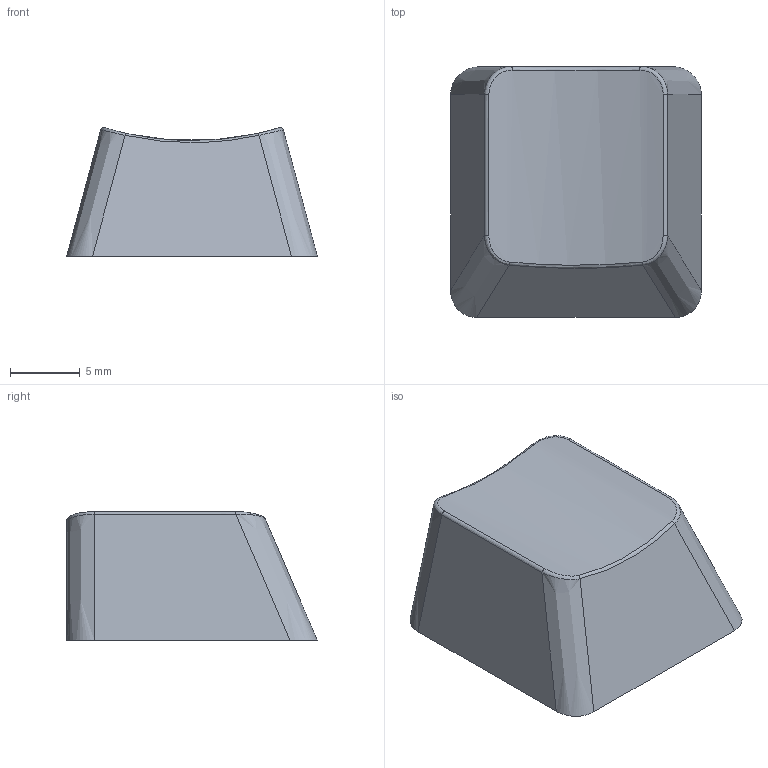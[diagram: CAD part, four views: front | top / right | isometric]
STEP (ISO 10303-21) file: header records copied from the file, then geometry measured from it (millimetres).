
FILE_DESCRIPTION (( 'STEP AP214' ), '1' );
FILE_NAME ('3E3B8DD5-87B0-4E2B-AB62-F48ABA8B06E3.STEP', '2022-08-19T07:45:44', ( '' ), ( '' ), 'SwSTEP 2.0', 'SolidWorks 2022', '' );
FILE_SCHEMA (( 'AUTOMOTIVE_DESIGN' ));
Length unit declared in the file: inch
Products named in the file (1): 3E3B8DD5-87B0-4E2B-AB62-F48ABA8B06E3
Bounding box: 18 x 18 x 9.23 mm (x, y, z)
Volume: 1282.6 mm3; surface area: 1486.6 mm2
Topology: 1 solids, 1 shells, 51 faces, 118 edges, 72 vertices
Faces by surface type: plane 35, bspline 12, cylinder 4
Entity records: 3961 total; most frequent: CARTESIAN_POINT 2856, ORIENTED_EDGE 236, DIRECTION 176, EDGE_CURVE 118, LINE 88, VECTOR 88, VERTEX_POINT 72, EDGE_LOOP 54
